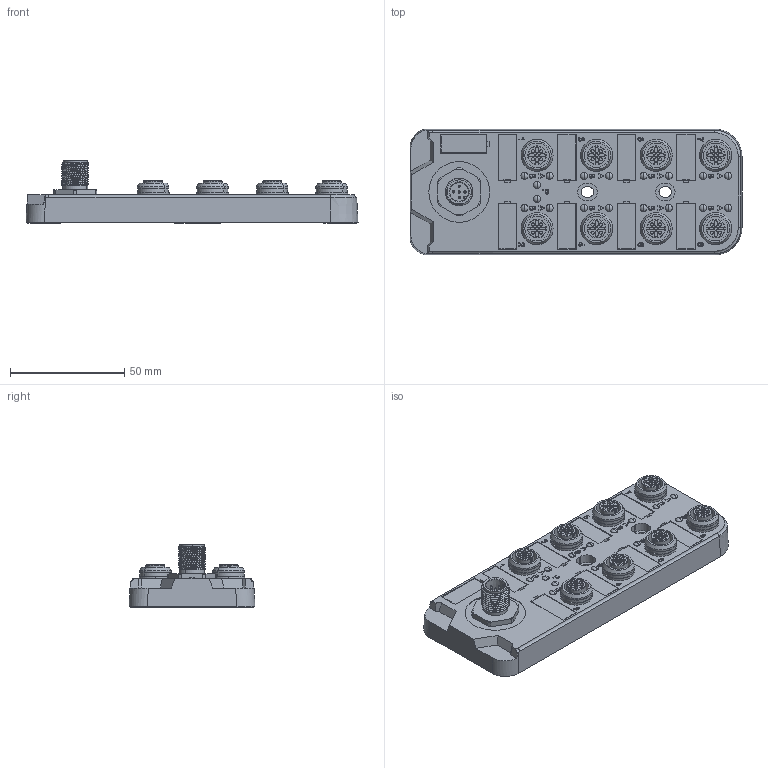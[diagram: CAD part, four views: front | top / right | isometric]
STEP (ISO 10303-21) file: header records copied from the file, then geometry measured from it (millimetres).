
FILE_DESCRIPTION(/* description */ (''),/* implementation_level */ '2;1');
FILE_NAME(/* name */ 'LKHB-M12-8从站市场.stp',/* time_stamp */ '2025-12-05T15:46:25+08:00',/* author */ (''),/* organization */ (''),/* preprocessor_version */ 'ST-DEVELOPER v16',/* originating_system */ 'SIEMENS PLM Software NX 10.0',/* authorisation */ '');
FILE_SCHEMA (('AUTOMOTIVE_DESIGN { 1 0 10303 214 3 1 1 1 }'));
Products named in the file (1): chan08D4315Cs6e4
Bounding box: 145 x 55 x 27.5 mm (x, y, z)
Volume: 89685.7 mm3; surface area: 43534.8 mm2
Topology: 1 solids, 34 shells, 5532 faces, 15678 edges, 10374 vertices
Faces by surface type: plane 4570, cylinder 566, bspline 160, cone 122, torus 66, sphere 48
Full cylindrical faces by diameter (mm): 25 x1
Entity records: 186238 total; most frequent: CARTESIAN_POINT 39459, ORIENTED_EDGE 31256, DIRECTION 27555, EDGE_CURVE 15628, LINE 13697, VECTOR 13697, VERTEX_POINT 10372, AXIS2_PLACEMENT_3D 6929
